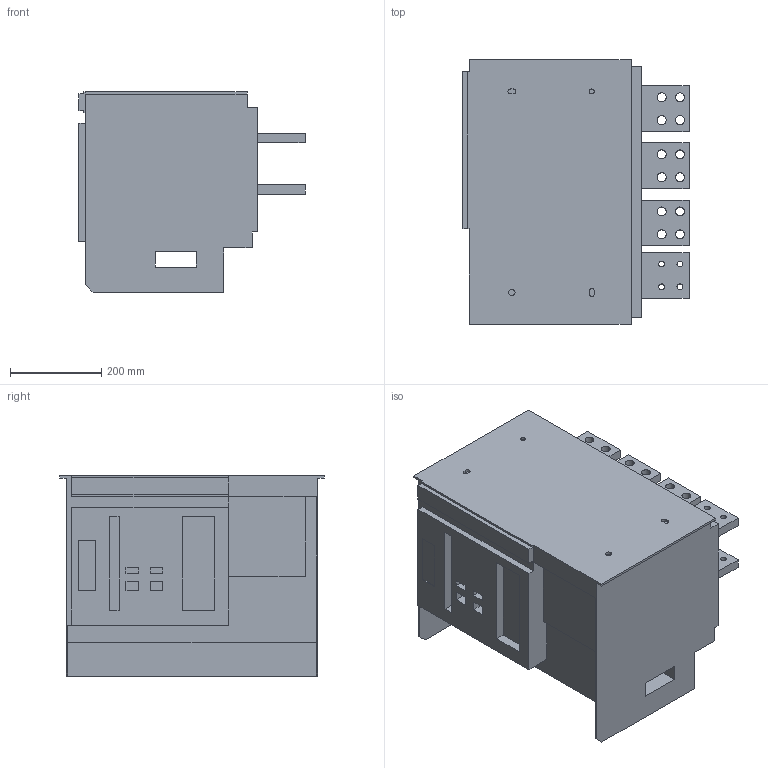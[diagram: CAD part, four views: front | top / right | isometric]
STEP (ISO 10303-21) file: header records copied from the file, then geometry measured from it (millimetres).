
FILE_DESCRIPTION((''),'2;1');
FILE_NAME('NA1-3200-4-2500A-DRAW-OUT','2019-05-07T',('hyha'),(''),'CREO PARAMETRIC BY PTC INC, 2015480','CREO PARAMETRIC BY PTC INC, 2015480','');
FILE_SCHEMA(('CONFIG_CONTROL_DESIGN'));
Length unit declared in the file: millimetre
Products named in the file (1): NA1-3200-4-2500A-DRAW-OUT
Bounding box: 495 x 580 x 439 mm (x, y, z)
Volume: 79351865 mm3; surface area: 1684178.1 mm2
Topology: 1 solids, 1 shells, 200 faces, 534 edges, 355 vertices
Faces by surface type: plane 128, cylinder 72
Entity records: 6408 total; most frequent: CARTESIAN_POINT 1089, DIRECTION 1078, ORIENTED_EDGE 1068, EDGE_CURVE 534, VECTOR 390, LINE 390, VERTEX_POINT 355, AXIS2_PLACEMENT_3D 344
